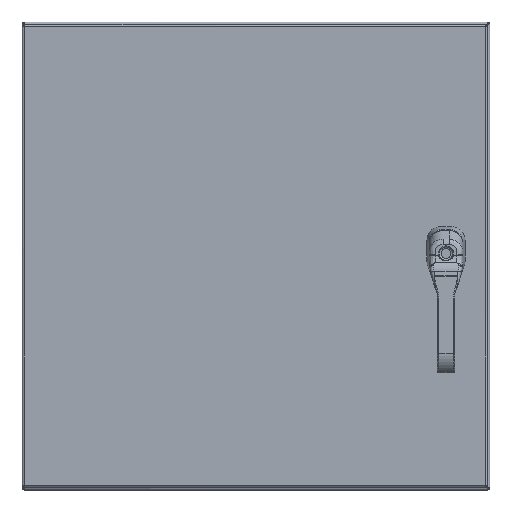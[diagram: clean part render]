
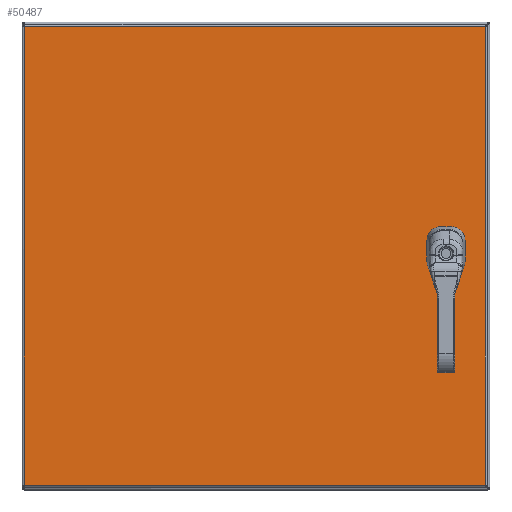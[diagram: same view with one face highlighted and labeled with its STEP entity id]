
A CAD part, top view. The second image highlights one B-rep face of the part: STEP entity #50487.
In plain terms, the highlighted planar face has unit normal (0, 0, 1).
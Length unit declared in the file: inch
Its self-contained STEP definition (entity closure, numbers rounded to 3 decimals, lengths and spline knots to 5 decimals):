
#2023 = DIRECTION ( 'NONE',  ( 1., 0., 0. ) ) ;
#2385 = CARTESIAN_POINT ( 'NONE',  ( 11.9375, 12., 8.9175 ) ) ;
#4055 = ORIENTED_EDGE ( 'NONE', *, *, #46111, .F. ) ;
#4386 = ORIENTED_EDGE ( 'NONE', *, *, #69872, .F. ) ;
#5069 = CARTESIAN_POINT ( 'NONE',  ( 21.75, 12., 8.9175 ) ) ;
#5599 = CARTESIAN_POINT ( 'NONE',  ( 22.15, 12., 8.9175 ) ) ;
#7443 = FACE_OUTER_BOUND ( 'NONE', #10170, .T. ) ;
#8079 = EDGE_CURVE ( 'NONE', #49205, #69402, #56114, .T. ) ;
#8741 = DIRECTION ( 'NONE',  ( 0., 0., 1. ) ) ;
#9236 = DIRECTION ( 'NONE',  ( 1., 0., 0. ) ) ;
#9641 = CARTESIAN_POINT ( 'NONE',  ( 11.9375, 12.4, 8.9175 ) ) ;
#10170 = EDGE_LOOP ( 'NONE', ( #65660, #4386, #64916, #48867 ) ) ;
#10829 = ORIENTED_EDGE ( 'NONE', *, *, #33246, .F. ) ;
#11226 = CARTESIAN_POINT ( 'NONE',  ( 21.35, 12., 8.9175 ) ) ;
#11376 = AXIS2_PLACEMENT_3D ( 'NONE', #16251, #8741, #61573 ) ;
#11700 = CARTESIAN_POINT ( 'NONE',  ( 0.10525, 23.76975, 8.9175 ) ) ;
#14777 = VERTEX_POINT ( 'NONE', #72033 ) ;
#16251 = CARTESIAN_POINT ( 'NONE',  ( 21.75, 12., 8.9175 ) ) ;
#16315 = EDGE_CURVE ( 'NONE', #48496, #61899, #40972, .T. ) ;
#16753 = CARTESIAN_POINT ( 'NONE',  ( 11.9375, 11.6, 8.9175 ) ) ;
#19200 = DIRECTION ( 'NONE',  ( -1., 0., 0. ) ) ;
#21158 = DIRECTION ( 'NONE',  ( -1., 0., 0. ) ) ;
#21427 = CARTESIAN_POINT ( 'NONE',  ( 21.96262, 11.6, 8.9175 ) ) ;
#21705 = ORIENTED_EDGE ( 'NONE', *, *, #90009, .F. ) ;
#23248 = DIRECTION ( 'NONE',  ( 0., 1., 0. ) ) ;
#26662 = DIRECTION ( 'NONE',  ( -1., 0., 0. ) ) ;
#28943 = LINE ( 'NONE', #11226, #79622 ) ;
#29126 = VECTOR ( 'NONE', #9236, 39.37008 ) ;
#30573 = VECTOR ( 'NONE', #23248, 39.37008 ) ;
#30979 = CARTESIAN_POINT ( 'NONE',  ( 21.35, 11.78738, 8.9175 ) ) ;
#31578 = DIRECTION ( 'NONE',  ( 0., 0., -1. ) ) ;
#33246 = EDGE_CURVE ( 'NONE', #47354, #48496, #39634, .T. ) ;
#35273 = DIRECTION ( 'NONE',  ( 0., 0., 1. ) ) ;
#35485 = LINE ( 'NONE', #56410, #52496 ) ;
#37427 = AXIS2_PLACEMENT_3D ( 'NONE', #48019, #54996, #90465 ) ;
#38254 = VERTEX_POINT ( 'NONE', #75606 ) ;
#38347 = VERTEX_POINT ( 'NONE', #75493 ) ;
#39630 = ORIENTED_EDGE ( 'NONE', *, *, #16315, .F. ) ;
#39634 = CIRCLE ( 'NONE', #59335, 0.453 ) ;
#39800 = CIRCLE ( 'NONE', #37427, 0.453 ) ;
#40092 = VERTEX_POINT ( 'NONE', #11700 ) ;
#40972 = LINE ( 'NONE', #9641, #82585 ) ;
#43306 = CIRCLE ( 'NONE', #84327, 0.453 ) ;
#45640 = LINE ( 'NONE', #67160, #59096 ) ;
#46111 = EDGE_CURVE ( 'NONE', #85881, #50367, #28943, .T. ) ;
#47354 = VERTEX_POINT ( 'NONE', #84565 ) ;
#47660 = ORIENTED_EDGE ( 'NONE', *, *, #63916, .F. ) ;
#48019 = CARTESIAN_POINT ( 'NONE',  ( 21.75, 12., 8.9175 ) ) ;
#48496 = VERTEX_POINT ( 'NONE', #58503 ) ;
#48867 = ORIENTED_EDGE ( 'NONE', *, *, #89212, .F. ) ;
#49205 = VERTEX_POINT ( 'NONE', #89789 ) ;
#49326 = VECTOR ( 'NONE', #84204, 39.37008 ) ;
#49561 = EDGE_CURVE ( 'NONE', #38347, #54829, #91068, .T. ) ;
#50313 = CARTESIAN_POINT ( 'NONE',  ( 21.53738, 12.4, 8.9175 ) ) ;
#50367 = VERTEX_POINT ( 'NONE', #30979 ) ;
#50487 = ADVANCED_FACE ( 'NONE', ( #64869, #7443 ), #88552, .F. ) ;
#52496 = VECTOR ( 'NONE', #91296, 39.37008 ) ;
#52718 = LINE ( 'NONE', #5599, #49326 ) ;
#54829 = VERTEX_POINT ( 'NONE', #21427 ) ;
#54996 = DIRECTION ( 'NONE',  ( 0., 0., 1. ) ) ;
#55005 = CARTESIAN_POINT ( 'NONE',  ( 21.35, 12.21262, 8.9175 ) ) ;
#55047 = VECTOR ( 'NONE', #26662, 39.37008 ) ;
#55069 = ORIENTED_EDGE ( 'NONE', *, *, #88538, .F. ) ;
#56114 = LINE ( 'NONE', #75757, #55047 ) ;
#56410 = CARTESIAN_POINT ( 'NONE',  ( 23.76975, 12., 8.9175 ) ) ;
#56602 = AXIS2_PLACEMENT_3D ( 'NONE', #2385, #31578, #59975 ) ;
#58306 = CARTESIAN_POINT ( 'NONE',  ( 21.75, 12., 8.9175 ) ) ;
#58503 = CARTESIAN_POINT ( 'NONE',  ( 21.96262, 12.4, 8.9175 ) ) ;
#59096 = VECTOR ( 'NONE', #2023, 39.37008 ) ;
#59335 = AXIS2_PLACEMENT_3D ( 'NONE', #5069, #62344, #19200 ) ;
#59975 = DIRECTION ( 'NONE',  ( -1., 0., 0. ) ) ;
#60922 = DIRECTION ( 'NONE',  ( -1., 0., 0. ) ) ;
#61573 = DIRECTION ( 'NONE',  ( -1., 0., 0. ) ) ;
#61899 = VERTEX_POINT ( 'NONE', #50313 ) ;
#62344 = DIRECTION ( 'NONE',  ( 0., 0., 1. ) ) ;
#63916 = EDGE_CURVE ( 'NONE', #54829, #38254, #81506, .T. ) ;
#64869 = FACE_BOUND ( 'NONE', #79398, .T. ) ;
#64916 = ORIENTED_EDGE ( 'NONE', *, *, #75462, .F. ) ;
#65660 = ORIENTED_EDGE ( 'NONE', *, *, #8079, .F. ) ;
#67160 = CARTESIAN_POINT ( 'NONE',  ( 11.9375, 23.76975, 8.9175 ) ) ;
#68826 = DIRECTION ( 'NONE',  ( 0., -1., 0. ) ) ;
#69172 = ORIENTED_EDGE ( 'NONE', *, *, #91970, .F. ) ;
#69402 = VERTEX_POINT ( 'NONE', #69782 ) ;
#69782 = CARTESIAN_POINT ( 'NONE',  ( 0.10525, 0.23025, 8.9175 ) ) ;
#69872 = EDGE_CURVE ( 'NONE', #14777, #49205, #35485, .T. ) ;
#72033 = CARTESIAN_POINT ( 'NONE',  ( 23.76975, 23.76975, 8.9175 ) ) ;
#74492 = LINE ( 'NONE', #80491, #30573 ) ;
#75462 = EDGE_CURVE ( 'NONE', #40092, #14777, #45640, .T. ) ;
#75493 = CARTESIAN_POINT ( 'NONE',  ( 21.53738, 11.6, 8.9175 ) ) ;
#75606 = CARTESIAN_POINT ( 'NONE',  ( 22.15, 11.78738, 8.9175 ) ) ;
#75757 = CARTESIAN_POINT ( 'NONE',  ( 11.9375, 0.23025, 8.9175 ) ) ;
#79398 = EDGE_LOOP ( 'NONE', ( #39630, #10829, #69172, #47660, #83782, #55069, #4055, #21705 ) ) ;
#79622 = VECTOR ( 'NONE', #68826, 39.37008 ) ;
#80491 = CARTESIAN_POINT ( 'NONE',  ( 0.10525, 12., 8.9175 ) ) ;
#81506 = CIRCLE ( 'NONE', #11376, 0.453 ) ;
#82585 = VECTOR ( 'NONE', #60922, 39.37008 ) ;
#83782 = ORIENTED_EDGE ( 'NONE', *, *, #49561, .F. ) ;
#84204 = DIRECTION ( 'NONE',  ( 0., 1., 0. ) ) ;
#84327 = AXIS2_PLACEMENT_3D ( 'NONE', #58306, #35273, #21158 ) ;
#84565 = CARTESIAN_POINT ( 'NONE',  ( 22.15, 12.21262, 8.9175 ) ) ;
#85881 = VERTEX_POINT ( 'NONE', #55005 ) ;
#88538 = EDGE_CURVE ( 'NONE', #50367, #38347, #43306, .T. ) ;
#88552 = PLANE ( 'NONE',  #56602 ) ;
#89212 = EDGE_CURVE ( 'NONE', #69402, #40092, #74492, .T. ) ;
#89789 = CARTESIAN_POINT ( 'NONE',  ( 23.76975, 0.23025, 8.9175 ) ) ;
#90009 = EDGE_CURVE ( 'NONE', #61899, #85881, #39800, .T. ) ;
#90465 = DIRECTION ( 'NONE',  ( -1., 0., 0. ) ) ;
#91068 = LINE ( 'NONE', #16753, #29126 ) ;
#91296 = DIRECTION ( 'NONE',  ( 0., -1., 0. ) ) ;
#91970 = EDGE_CURVE ( 'NONE', #38254, #47354, #52718, .T. ) ;
